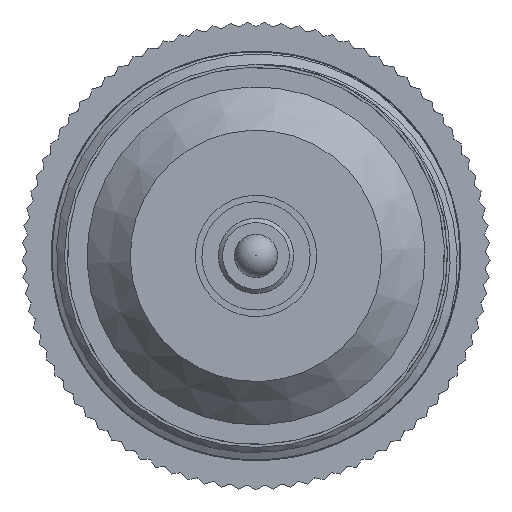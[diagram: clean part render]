
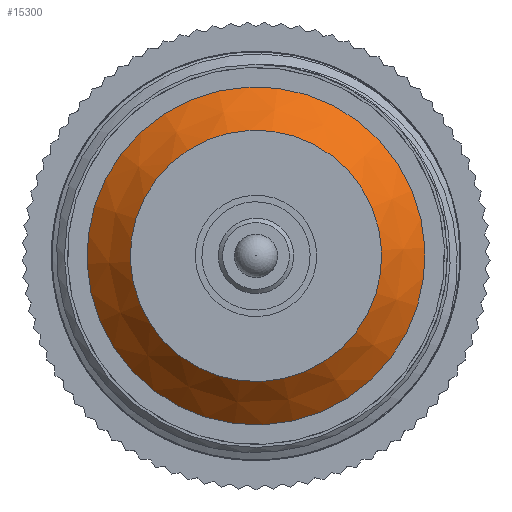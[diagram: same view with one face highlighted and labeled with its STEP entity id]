
A CAD part, front view. The second image highlights one B-rep face of the part: STEP entity #15300.
In plain terms, the highlighted conical face has half-angle 45 degrees and reference radius 4.953 mm.
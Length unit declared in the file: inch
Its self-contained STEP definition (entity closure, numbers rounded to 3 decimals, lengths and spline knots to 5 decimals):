
#664 = EDGE_LOOP ( 'NONE', ( #22006 ) ) ;
#3269 = CIRCLE ( 'NONE', #20284, 0.195 ) ;
#3852 = ORIENTED_EDGE ( 'NONE', *, *, #21271, .F. ) ;
#4336 = CONICAL_SURFACE ( 'NONE', #6054, 0.195, 0.785 ) ;
#6054 = AXIS2_PLACEMENT_3D ( 'NONE', #18366, #11027, #7438 ) ;
#7438 = DIRECTION ( 'NONE',  ( -0.127, 0., -0.992 ) ) ;
#9086 = DIRECTION ( 'NONE',  ( 0., -1., 0. ) ) ;
#9591 = DIRECTION ( 'NONE',  ( 0., 1., 0. ) ) ;
#10810 = CARTESIAN_POINT ( 'NONE',  ( 0.18748, -0.50469, 0.22423 ) ) ;
#11027 = DIRECTION ( 'NONE',  ( 0., 1., 0. ) ) ;
#12029 = FACE_OUTER_BOUND ( 'NONE', #664, .T. ) ;
#12407 = EDGE_LOOP ( 'NONE', ( #3852 ) ) ;
#12479 = CARTESIAN_POINT ( 'NONE',  ( 0.19382, -0.45469, 0.27383 ) ) ;
#13012 = EDGE_CURVE ( 'NONE', #17098, #17098, #3269, .T. ) ;
#15300 = ADVANCED_FACE ( 'NONE', ( #16962, #12029 ), #4336, .T. ) ;
#15497 = CIRCLE ( 'NONE', #16737, 0.145 ) ;
#16737 = AXIS2_PLACEMENT_3D ( 'NONE', #20116, #9086, #21951 ) ;
#16962 = FACE_BOUND ( 'NONE', #12407, .T. ) ;
#17098 = VERTEX_POINT ( 'NONE', #12479 ) ;
#18366 = CARTESIAN_POINT ( 'NONE',  ( 0.16911, -0.45469, 0.0804 ) ) ;
#19114 = VERTEX_POINT ( 'NONE', #10810 ) ;
#20116 = CARTESIAN_POINT ( 'NONE',  ( 0.16911, -0.50469, 0.0804 ) ) ;
#20284 = AXIS2_PLACEMENT_3D ( 'NONE', #20620, #9591, #22456 ) ;
#20620 = CARTESIAN_POINT ( 'NONE',  ( 0.16911, -0.45469, 0.0804 ) ) ;
#21271 = EDGE_CURVE ( 'NONE', #19114, #19114, #15497, .T. ) ;
#21951 = DIRECTION ( 'NONE',  ( 0.127, 0., 0.992 ) ) ;
#22006 = ORIENTED_EDGE ( 'NONE', *, *, #13012, .F. ) ;
#22456 = DIRECTION ( 'NONE',  ( 0.127, 0., 0.992 ) ) ;
